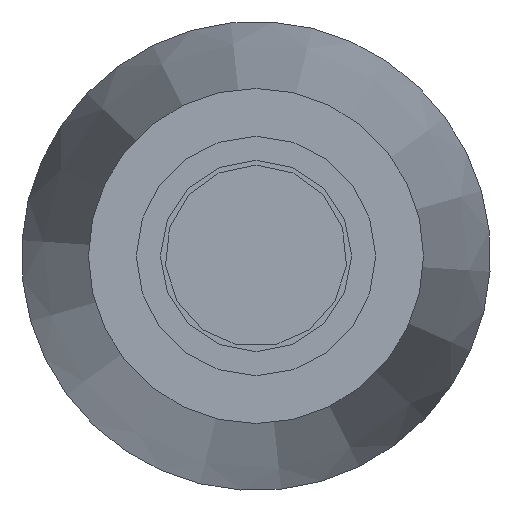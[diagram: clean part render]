
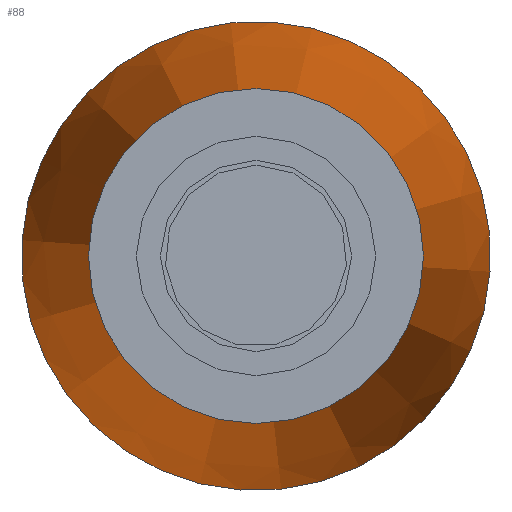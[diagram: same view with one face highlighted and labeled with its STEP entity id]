
A CAD part, left-side view. The second image highlights one B-rep face of the part: STEP entity #88.
In plain terms, the highlighted conical face has half-angle 7.181 degrees and reference radius 4.9 mm.
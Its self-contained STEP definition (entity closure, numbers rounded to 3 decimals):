
#88 = ADVANCED_FACE( '', ( #215, #216 ), #217, .T. );
#215 = FACE_BOUND( '', #409, .T. );
#216 = FACE_OUTER_BOUND( '', #410, .T. );
#217 = CONICAL_SURFACE( '', #411, 4.9, 0.125 );
#409 = EDGE_LOOP( '', ( #623 ) );
#410 = EDGE_LOOP( '', ( #624 ) );
#411 = AXIS2_PLACEMENT_3D( '', #625, #626, #627 );
#623 = ORIENTED_EDGE( '', *, *, #943, .F. );
#624 = ORIENTED_EDGE( '', *, *, #944, .T. );
#625 = CARTESIAN_POINT( '', ( 1981.95, 0., 2.05 ) );
#626 = DIRECTION( '', ( 1., 0., 0. ) );
#627 = DIRECTION( '', ( 0., 0., -1. ) );
#943 = EDGE_CURVE( '', #1084, #1084, #1085, .T. );
#944 = EDGE_CURVE( '', #1086, #1086, #1087, .T. );
#1084 = VERTEX_POINT( '', #1277 );
#1085 = CIRCLE( '', #1278, 1.75 );
#1086 = VERTEX_POINT( '', #1279 );
#1087 = CIRCLE( '', #1280, 4.9 );
#1277 = CARTESIAN_POINT( '', ( 1956.95, 0., 3.8 ) );
#1278 = AXIS2_PLACEMENT_3D( '', #1460, #1461, #1462 );
#1279 = CARTESIAN_POINT( '', ( 1981.95, -2.16, -2.348 ) );
#1280 = AXIS2_PLACEMENT_3D( '', #1463, #1464, #1465 );
#1460 = CARTESIAN_POINT( '', ( 1956.95, 0., 2.05 ) );
#1461 = DIRECTION( '', ( -1., 0., 0. ) );
#1462 = DIRECTION( '', ( 0., 0., 1. ) );
#1463 = CARTESIAN_POINT( '', ( 1981.95, 0., 2.05 ) );
#1464 = DIRECTION( '', ( -1., 0., 0. ) );
#1465 = DIRECTION( '', ( 0., -0.441, -0.898 ) );
